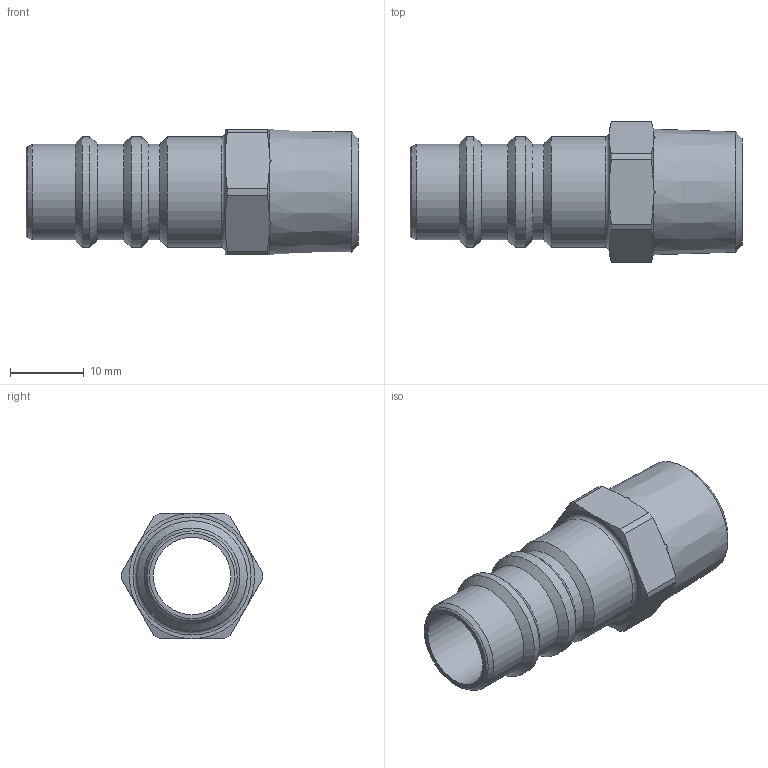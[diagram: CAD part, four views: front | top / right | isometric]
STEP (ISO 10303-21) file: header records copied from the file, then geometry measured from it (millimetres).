
FILE_DESCRIPTION((''),'2;1');
FILE_NAME('28ssak17sxn.stp','2012-04-19T13:53:27',('IA176480'),(''),'Autodesk Inventor 2011','Autodesk Inventor 2011','');
FILE_SCHEMA(('AUTOMOTIVE_DESIGN { 1 0 10303 214 1 1 1 1 }'));
Length unit declared in the file: millimetre
Products named in the file (1): D103258
Bounding box: 45 x 19.15 x 17 mm (x, y, z)
Volume: 4322 mm3; surface area: 3930.6 mm2
Topology: 1 solids, 1 shells, 44 faces, 103 edges, 62 vertices
Faces by surface type: cone 20, cylinder 13, plane 9, torus 2
Full cylindrical faces by diameter (mm): 10.5 x1, 13 x3, 15 x3
Entity records: 1156 total; most frequent: CARTESIAN_POINT 251, DIRECTION 188, ORIENTED_EDGE 170, AXIS2_PLACEMENT_3D 88, EDGE_CURVE 85, EDGE_LOOP 64, VERTEX_POINT 61, FACE_OUTER_BOUND 44
